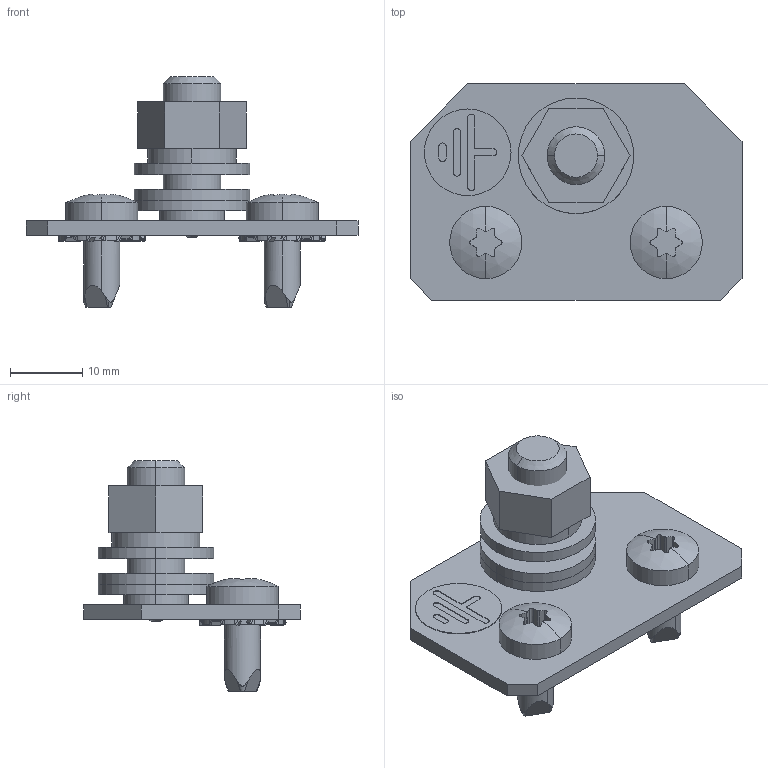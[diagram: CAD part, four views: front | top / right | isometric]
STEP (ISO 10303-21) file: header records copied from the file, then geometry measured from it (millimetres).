
FILE_DESCRIPTION (( 'STEP AP203' ), '1' );
FILE_NAME ('U8015060601 Êîìïëåêò ïëàñòèíû çàçåìëåíèÿ Ì8 LC2_RS52 (1øò) (000.801.155).STEP', '2022-04-26T06:00:32', ( '' ), ( '' ), 'SwSTEP 2.0', 'SolidWorks 2017', '' );
FILE_SCHEMA (( 'CONFIG_CONTROL_DESIGN' ));
Length unit declared in the file: millimetre
Products named in the file (10): Âèíò DIN 7500 C TORX_Œ5å12; 嵑殧趌11371_8; 042-03 Ýòèêåòêà çíàêà çàçåìëåíèÿ_00; 024-329 砑僔蠂縺; 蹴濋趌5927_M8; U8015060601 Êîìïëåêò ïëàñòèíû çàçåìëåíèÿ Ì8 LC2_RS52 (1øò) (000.801.155); Øàéáà ñòîïîðíàÿ ñ íàðóæíûì çóáîì ÃÎÑÒ 10463-81_6; 嵑殧趌6402_8; 000.613.018 Îñíîâàíèå  ïëàñòèíû çàçåìëåíèÿ; Øïèëüêà çàçåìëåíèÿ CKF CS_Œ8å20
Assembly tree (12 placements, depth 3):
  U8015060601 Êîìïëåêò ïëàñòèíû çàçåìëåíèÿ Ì8 LC2_RS52 (1øò) (000.801.155)
    000.613.018 Îñíîâàíèå  ïëàñòèíû çàçåìëåíèÿ
      024-329 砑僔蠂縺
      Øïèëüêà çàçåìëåíèÿ CKF CS_Œ8å20
      042-03 Ýòèêåòêà çíàêà çàçåìëåíèÿ_00
    Âèíò DIN 7500 C TORX_Œ5å12  x2
    蹴濋趌5927_M8
    嵑殧趌11371_8  x2
    嵑殧趌6402_8
    Øàéáà ñòîïîðíàÿ ñ íàðóæíûì çóáîì ÃÎÑÒ 10463-81_6  x2
Bounding box: 46 x 30 x 32 mm (x, y, z)
Volume: 6040.6 mm3; surface area: 7034.2 mm2
Topology: 11 solids, 11 shells, 538 faces, 1305 edges, 796 vertices
Faces by surface type: plane 298, cylinder 186, bspline 36, cone 14, sphere 4
Entity records: 10252 total; most frequent: CARTESIAN_POINT 2054, ORIENTED_EDGE 1480, DIRECTION 1427, EDGE_CURVE 740, AXIS2_PLACEMENT_3D 479, VECTOR 469, LINE 469, VERTEX_POINT 456
